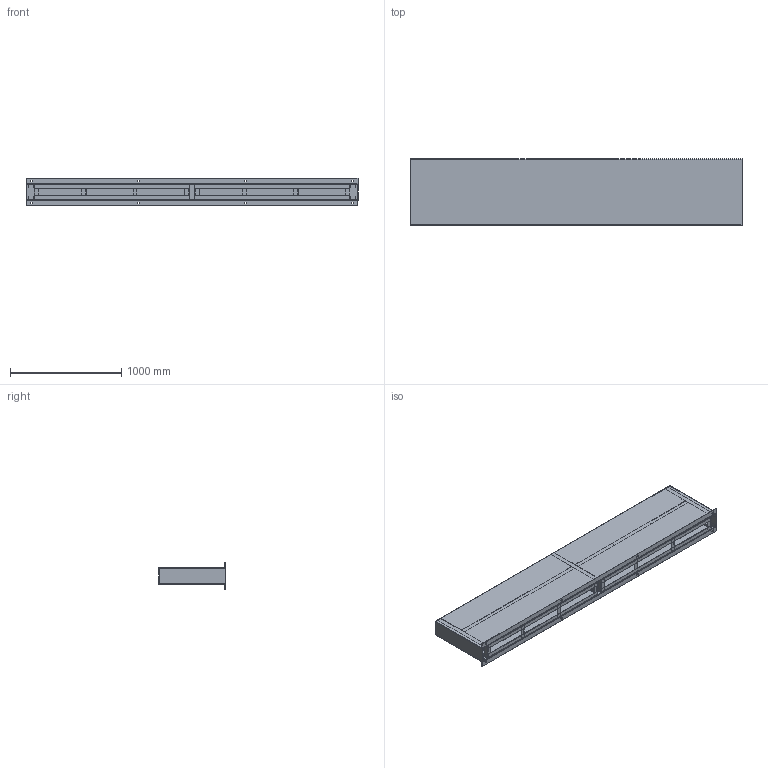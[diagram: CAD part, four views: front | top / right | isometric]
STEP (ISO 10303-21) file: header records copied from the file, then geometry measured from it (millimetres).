
FILE_DESCRIPTION (( 'STEP AP214' ), '1' );
FILE_NAME ('AW2.4_VectorWorks.STEP', '2021-04-22T10:23:16', ( '' ), ( '' ), 'SwSTEP 2.0', 'SolidWorks 2020', '' );
FILE_SCHEMA (( 'AUTOMOTIVE_DESIGN' ));
Length unit declared in the file: millimetre
Products named in the file (9): AW2.4_VectorWorks; AW2.4-sidewall; AW2.4-sidewall2; AW2.4-reinforcement 1; AW2.4-reinforcement 2; AW2.4-reinforcement Upr1; AW2.4-reinforcement 3; AW2.4-headwall; AW2.4-top
Assembly tree (35 placements, depth 2):
  AW2.4_VectorWorks
    AW2.4-sidewall
    AW2.4-sidewall2
    AW2.4-top
    AW2.4-headwall  x2
    AW2.4-reinforcement 1  x8
    AW2.4-reinforcement Upr1  x6
    AW2.4-reinforcement 2  x4
    AW2.4-reinforcement 3  x12
Bounding box: 2990 x 600 x 248 mm (x, y, z)
Volume: 17490758.5 mm3; surface area: 11849267.2 mm2
Topology: 35 solids, 35 shells, 570 faces, 1244 edges, 744 vertices
Faces by surface type: plane 478, cylinder 92
Entity records: 4470 total; most frequent: DIRECTION 736, CARTESIAN_POINT 694, ORIENTED_EDGE 640, EDGE_CURVE 320, LINE 260, VECTOR 260, AXIS2_PLACEMENT_3D 238, VERTEX_POINT 196
